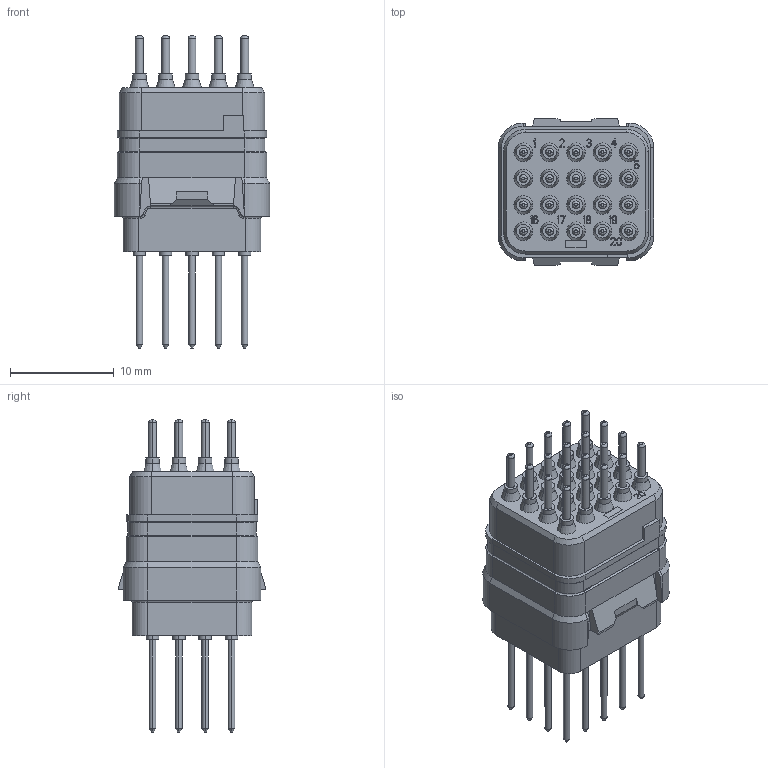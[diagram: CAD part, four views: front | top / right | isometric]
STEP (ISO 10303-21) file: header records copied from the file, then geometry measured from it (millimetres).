
FILE_DESCRIPTION((''),'2;1');
FILE_NAME('SIMM2022PNG','2019-12-16T',('presta_be4'),(''),'CREO PARAMETRIC BY PTC INC, 2018360','CREO PARAMETRIC BY PTC INC, 2018360','');
FILE_SCHEMA(('CONFIG_CONTROL_DESIGN'));
Products named in the file (1): SIMM2022PNG
Bounding box: 15 x 14.2 x 30.11 mm (x, y, z)
Volume: 2361.2 mm3; surface area: 4493.4 mm2
Topology: 1 solids, 1 shells, 2310 faces, 5670 edges, 3604 vertices
Faces by surface type: plane 1310, cylinder 600, cone 252, bspline 128, torus 20
Entity records: 70227 total; most frequent: CARTESIAN_POINT 14770, DIRECTION 11597, ORIENTED_EDGE 11340, EDGE_CURVE 5670, VECTOR 3983, LINE 3983, AXIS2_PLACEMENT_3D 3807, VERTEX_POINT 3604
